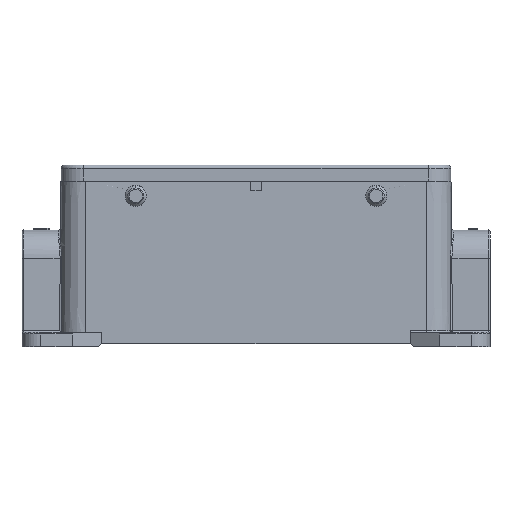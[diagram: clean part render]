
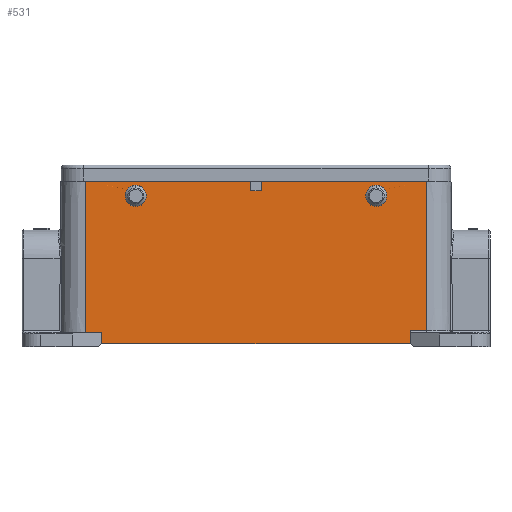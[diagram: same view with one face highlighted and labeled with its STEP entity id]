
A CAD part, left-side view. The second image highlights one B-rep face of the part: STEP entity #531.
In plain terms, the highlighted planar face has unit normal (-1, 0, 0.009).
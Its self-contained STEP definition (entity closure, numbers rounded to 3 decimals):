
#216=FACE_BOUND('',#1632,.T.);
#217=FACE_BOUND('',#1633,.T.);
#218=FACE_BOUND('',#1634,.T.);
#310=PLANE('',#8356);
#531=ADVANCED_FACE('',(#216,#217,#218),#310,.T.);
#1632=EDGE_LOOP('',(#2865,#2866,#2867,#2868,#2869,#2870,#2871,#2872,#2873,
#2874,#2875,#2876));
#1633=EDGE_LOOP('',(#2877));
#1634=EDGE_LOOP('',(#2878));
#2668=ELLIPSE('',#8283,1.5,1.5);
#2670=ELLIPSE('',#8286,1.5,1.5);
#2865=ORIENTED_EDGE('',*,*,#5964,.T.);
#2866=ORIENTED_EDGE('',*,*,#5952,.T.);
#2867=ORIENTED_EDGE('',*,*,#5963,.T.);
#2868=ORIENTED_EDGE('',*,*,#5965,.T.);
#2869=ORIENTED_EDGE('',*,*,#5943,.F.);
#2870=ORIENTED_EDGE('',*,*,#5941,.T.);
#2871=ORIENTED_EDGE('',*,*,#5966,.T.);
#2872=ORIENTED_EDGE('',*,*,#5967,.F.);
#2873=ORIENTED_EDGE('',*,*,#5968,.F.);
#2874=ORIENTED_EDGE('',*,*,#5969,.T.);
#2875=ORIENTED_EDGE('',*,*,#5970,.T.);
#2876=ORIENTED_EDGE('',*,*,#5971,.T.);
#2877=ORIENTED_EDGE('',*,*,#5846,.T.);
#2878=ORIENTED_EDGE('',*,*,#5844,.T.);
#5080=VERTEX_POINT('',#11589);
#5082=VERTEX_POINT('',#11594);
#5124=VERTEX_POINT('',#11779);
#5164=VERTEX_POINT('',#11914);
#5165=VERTEX_POINT('',#11916);
#5166=VERTEX_POINT('',#11920);
#5173=VERTEX_POINT('',#11938);
#5174=VERTEX_POINT('',#11939);
#5181=VERTEX_POINT('',#11957);
#5182=VERTEX_POINT('',#11961);
#5183=VERTEX_POINT('',#11964);
#5184=VERTEX_POINT('',#11966);
#5185=VERTEX_POINT('',#11969);
#5186=VERTEX_POINT('',#11971);
#5844=EDGE_CURVE('',#5080,#5080,#2668,.T.);
#5846=EDGE_CURVE('',#5082,#5082,#2670,.T.);
#5941=EDGE_CURVE('',#5165,#5164,#7069,.T.);
#5943=EDGE_CURVE('',#5165,#5166,#7071,.T.);
#5952=EDGE_CURVE('',#5173,#5174,#7080,.T.);
#5963=EDGE_CURVE('',#5174,#5181,#7087,.T.);
#5964=EDGE_CURVE('',#5182,#5173,#7088,.T.);
#5965=EDGE_CURVE('',#5181,#5166,#7089,.T.);
#5966=EDGE_CURVE('',#5164,#5183,#7090,.T.);
#5967=EDGE_CURVE('',#5184,#5183,#7091,.T.);
#5968=EDGE_CURVE('',#5124,#5184,#7092,.T.);
#5969=EDGE_CURVE('',#5124,#5185,#7093,.T.);
#5970=EDGE_CURVE('',#5185,#5186,#7094,.T.);
#5971=EDGE_CURVE('',#5186,#5182,#7095,.T.);
#7069=LINE('',#11915,#7698);
#7071=LINE('',#11919,#7700);
#7080=LINE('',#11937,#7709);
#7087=LINE('',#11958,#7716);
#7088=LINE('',#11960,#7717);
#7089=LINE('',#11962,#7718);
#7090=LINE('',#11963,#7719);
#7091=LINE('',#11965,#7720);
#7092=LINE('',#11967,#7721);
#7093=LINE('',#11968,#7722);
#7094=LINE('',#11970,#7723);
#7095=LINE('',#11972,#7724);
#7698=VECTOR('',#9350,1.);
#7700=VECTOR('',#9354,1.);
#7709=VECTOR('',#9367,1.);
#7716=VECTOR('',#9384,1.);
#7717=VECTOR('',#9387,1.);
#7718=VECTOR('',#9388,1.);
#7719=VECTOR('',#9389,1.);
#7720=VECTOR('',#9390,1.);
#7721=VECTOR('',#9391,1.);
#7722=VECTOR('',#9392,1.);
#7723=VECTOR('',#9393,1.);
#7724=VECTOR('',#9394,1.);
#8283=AXIS2_PLACEMENT_3D('',#11588,#9180,#9181);
#8286=AXIS2_PLACEMENT_3D('',#11593,#9186,#9187);
#8356=AXIS2_PLACEMENT_3D('',#11973,#9395,#9396);
#9180=DIRECTION('',(1.,0.,-0.009));
#9181=DIRECTION('',(-0.009,0.,-1.));
#9186=DIRECTION('',(1.,0.,-0.009));
#9187=DIRECTION('',(-0.009,0.,-1.));
#9350=DIRECTION('',(0.,1.,0.));
#9354=DIRECTION('',(-0.009,0.,-1.));
#9367=DIRECTION('',(0.,1.,0.));
#9384=DIRECTION('',(-0.009,0.,-1.));
#9387=DIRECTION('',(0.009,0.,1.));
#9388=DIRECTION('',(0.,1.,0.));
#9389=DIRECTION('',(-0.009,0.,-1.));
#9390=DIRECTION('',(0.,1.,0.));
#9391=DIRECTION('',(0.009,0.,1.));
#9392=DIRECTION('',(0.,-1.,0.));
#9393=DIRECTION('',(0.009,0.,1.));
#9394=DIRECTION('',(0.,-1.,0.));
#9395=DIRECTION('',(-1.,0.,0.009));
#9396=DIRECTION('',(0.,1.,0.));
#11588=CARTESIAN_POINT('',(-21.539,37.,46.5));
#11589=CARTESIAN_POINT('',(-21.552,37.,45.));
#11593=CARTESIAN_POINT('',(-21.539,-37.,46.5));
#11594=CARTESIAN_POINT('',(-21.552,-37.,45.));
#11779=CARTESIAN_POINT('',(-21.936,47.5,1.));
#11914=CARTESIAN_POINT('',(-21.5,52.5,51.));
#11915=CARTESIAN_POINT('',(-21.5,1.6,51.));
#11916=CARTESIAN_POINT('',(-21.5,1.6,51.));
#11919=CARTESIAN_POINT('',(-21.5,1.6,51.));
#11920=CARTESIAN_POINT('',(-21.526,1.6,48.));
#11937=CARTESIAN_POINT('',(-21.5,-52.5,51.));
#11938=CARTESIAN_POINT('',(-21.5,-52.5,51.));
#11939=CARTESIAN_POINT('',(-21.5,-1.6,51.));
#11957=CARTESIAN_POINT('',(-21.526,-1.6,48.));
#11958=CARTESIAN_POINT('',(-21.5,-1.6,51.));
#11960=CARTESIAN_POINT('',(-21.901,-52.5,4.996));
#11961=CARTESIAN_POINT('',(-21.901,-52.5,4.996));
#11962=CARTESIAN_POINT('',(-21.526,-1.6,48.));
#11963=CARTESIAN_POINT('',(-21.5,52.5,51.));
#11964=CARTESIAN_POINT('',(-21.906,52.5,4.5));
#11965=CARTESIAN_POINT('',(-21.906,47.5,4.5));
#11966=CARTESIAN_POINT('',(-21.906,47.5,4.5));
#11967=CARTESIAN_POINT('',(-21.936,47.5,1.));
#11968=CARTESIAN_POINT('',(-21.936,47.5,1.));
#11969=CARTESIAN_POINT('',(-21.936,-47.5,1.));
#11970=CARTESIAN_POINT('',(-21.936,-47.5,1.));
#11971=CARTESIAN_POINT('',(-21.901,-47.5,4.996));
#11972=CARTESIAN_POINT('',(-21.901,-47.5,4.996));
#11973=CARTESIAN_POINT('',(-21.5,55.148,51.));
